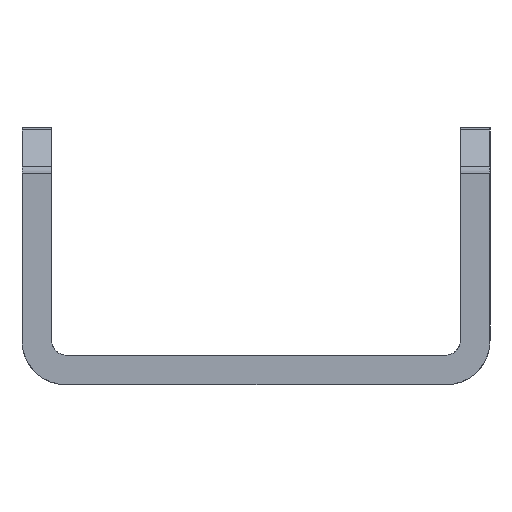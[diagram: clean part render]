
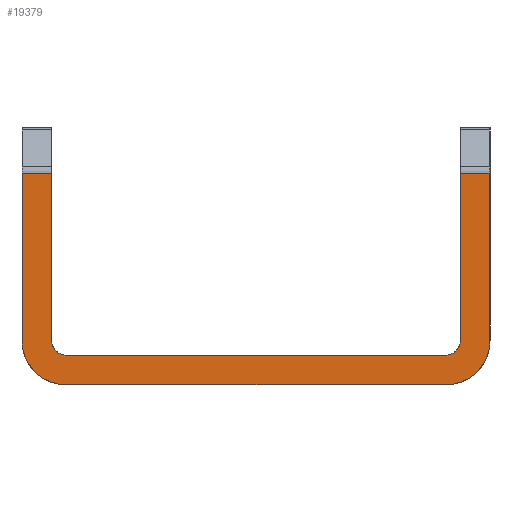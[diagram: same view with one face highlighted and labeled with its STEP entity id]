
A CAD part, front view. The second image highlights one B-rep face of the part: STEP entity #19379.
In plain terms, the highlighted planar face has unit normal (0, -1, 0).
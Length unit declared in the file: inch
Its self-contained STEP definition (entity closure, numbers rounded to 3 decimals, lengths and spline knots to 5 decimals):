
#870=CIRCLE('',#19792,0.094);
#1057=CIRCLE('',#20183,0.094);
#1534=CIRCLE('',#21172,0.032);
#1535=CIRCLE('',#21174,0.032);
#2457=FACE_OUTER_BOUND('',#3486,.T.);
#3486=EDGE_LOOP('',(#17063,#17064,#17065,#17066,#17067,#17068,#17069,#17070,
#17071,#17072,#17073,#17074));
#3766=LINE('',#26814,#5650);
#3852=LINE('',#27144,#5736);
#4172=LINE('',#28183,#6056);
#4302=LINE('',#28653,#6186);
#4614=LINE('',#29628,#6498);
#5595=LINE('',#34079,#7479);
#5596=LINE('',#34080,#7480);
#5597=LINE('',#34081,#7481);
#5650=VECTOR('',#21292,0.3937);
#5736=VECTOR('',#21542,39.37008);
#6056=VECTOR('',#22450,0.3937);
#6186=VECTOR('',#22840,39.37008);
#6498=VECTOR('',#23706,0.3937);
#7479=VECTOR('',#26609,0.3937);
#7480=VECTOR('',#26610,0.3937);
#7481=VECTOR('',#26611,0.3937);
#7557=VERTEX_POINT('',#26811);
#7558=VERTEX_POINT('',#26813);
#7720=VERTEX_POINT('',#27142);
#7916=VERTEX_POINT('',#27968);
#7968=VERTEX_POINT('',#28180);
#7969=VERTEX_POINT('',#28182);
#8179=VERTEX_POINT('',#28652);
#8352=VERTEX_POINT('',#29386);
#9405=VERTEX_POINT('',#34067);
#9406=VERTEX_POINT('',#34068);
#9407=VERTEX_POINT('',#34073);
#9408=VERTEX_POINT('',#34074);
#9483=EDGE_CURVE('',#7557,#7558,#3766,.T.);
#9650=EDGE_CURVE('',#7720,#7557,#3852,.T.);
#10032=EDGE_CURVE('',#7558,#7916,#870,.T.);
#10093=EDGE_CURVE('',#7968,#7969,#4172,.T.);
#10328=EDGE_CURVE('',#8179,#7969,#4302,.T.);
#10665=EDGE_CURVE('',#8352,#7968,#1057,.T.);
#10765=EDGE_CURVE('',#7916,#8352,#4614,.T.);
#12256=EDGE_CURVE('',#9405,#9406,#1534,.T.);
#12259=EDGE_CURVE('',#9407,#9408,#1535,.T.);
#12262=EDGE_CURVE('',#8179,#9407,#5595,.T.);
#12263=EDGE_CURVE('',#9406,#7720,#5596,.T.);
#12264=EDGE_CURVE('',#9408,#9405,#5597,.T.);
#17063=ORIENTED_EDGE('',*,*,#12262,.F.);
#17064=ORIENTED_EDGE('',*,*,#10328,.T.);
#17065=ORIENTED_EDGE('',*,*,#10093,.F.);
#17066=ORIENTED_EDGE('',*,*,#10665,.F.);
#17067=ORIENTED_EDGE('',*,*,#10765,.F.);
#17068=ORIENTED_EDGE('',*,*,#10032,.F.);
#17069=ORIENTED_EDGE('',*,*,#9483,.F.);
#17070=ORIENTED_EDGE('',*,*,#9650,.F.);
#17071=ORIENTED_EDGE('',*,*,#12263,.F.);
#17072=ORIENTED_EDGE('',*,*,#12256,.F.);
#17073=ORIENTED_EDGE('',*,*,#12264,.F.);
#17074=ORIENTED_EDGE('',*,*,#12259,.F.);
#18450=PLANE('',#21175);
#19379=ADVANCED_FACE('',(#2457),#18450,.T.);
#19792=AXIS2_PLACEMENT_3D('',#27969,#22377,#22378);
#20183=AXIS2_PLACEMENT_3D('',#29387,#23574,#23575);
#21172=AXIS2_PLACEMENT_3D('',#34069,#26597,#26598);
#21174=AXIS2_PLACEMENT_3D('',#34075,#26603,#26604);
#21175=AXIS2_PLACEMENT_3D('',#34078,#26607,#26608);
#21292=DIRECTION('',(0.,0.,-1.));
#21542=DIRECTION('',(1.,0.,0.));
#22377=DIRECTION('center_axis',(0.,1.,0.));
#22378=DIRECTION('ref_axis',(0.,0.,1.));
#22450=DIRECTION('',(0.,0.,1.));
#22840=DIRECTION('',(-1.,0.,0.));
#23574=DIRECTION('center_axis',(0.,1.,0.));
#23575=DIRECTION('ref_axis',(-1.,0.,0.));
#23706=DIRECTION('',(-1.,0.,0.));
#26597=DIRECTION('center_axis',(0.,-1.,0.));
#26598=DIRECTION('ref_axis',(0.707,0.,-0.707));
#26603=DIRECTION('center_axis',(0.,-1.,0.));
#26604=DIRECTION('ref_axis',(-0.707,0.,-0.707));
#26607=DIRECTION('center_axis',(0.,-1.,0.));
#26608=DIRECTION('ref_axis',(-1.,0.,0.));
#26609=DIRECTION('',(0.,0.,-1.));
#26610=DIRECTION('',(0.,0.,1.));
#26611=DIRECTION('',(1.,0.,0.));
#26811=CARTESIAN_POINT('',(0.75009,-0.25,0.15204));
#26813=CARTESIAN_POINT('',(0.75009,-0.25,-0.206));
#26814=CARTESIAN_POINT('',(0.75009,-0.25,-0.82397));
#27142=CARTESIAN_POINT('',(0.68709,-0.25,0.15204));
#27144=CARTESIAN_POINT('',(0.68809,-0.25,0.15204));
#27968=CARTESIAN_POINT('',(0.65609,-0.25,-0.3));
#27969=CARTESIAN_POINT('Origin',(0.65609,-0.25,-0.206));
#28180=CARTESIAN_POINT('',(-0.24991,-0.25,-0.206));
#28182=CARTESIAN_POINT('',(-0.24991,-0.25,0.15204));
#28183=CARTESIAN_POINT('',(-0.24991,-0.25,0.03903));
#28652=CARTESIAN_POINT('',(-0.18691,-0.25,0.15204));
#28653=CARTESIAN_POINT('',(-0.18791,-0.25,0.15204));
#29386=CARTESIAN_POINT('',(-0.15591,-0.25,-0.3));
#29387=CARTESIAN_POINT('Origin',(-0.15591,-0.25,-0.206));
#29628=CARTESIAN_POINT('',(-0.18141,-0.25,-0.3));
#34067=CARTESIAN_POINT('',(0.65509,-0.25,-0.237));
#34068=CARTESIAN_POINT('',(0.68709,-0.25,-0.205));
#34069=CARTESIAN_POINT('Origin',(0.65509,-0.25,-0.205));
#34073=CARTESIAN_POINT('',(-0.18691,-0.25,-0.205));
#34074=CARTESIAN_POINT('',(-0.15491,-0.25,-0.237));
#34075=CARTESIAN_POINT('Origin',(-0.15491,-0.25,-0.205));
#34078=CARTESIAN_POINT('Origin',(0.25009,-0.25,-0.07398));
#34079=CARTESIAN_POINT('',(-0.18691,-0.25,0.03903));
#34080=CARTESIAN_POINT('',(0.68709,-0.25,-0.82397));
#34081=CARTESIAN_POINT('',(-0.18141,-0.25,-0.237));
